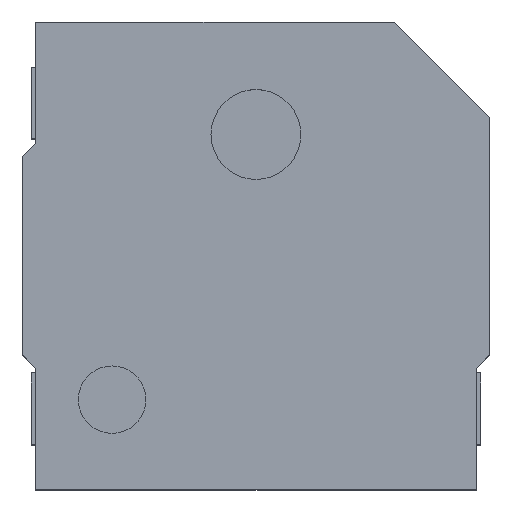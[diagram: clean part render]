
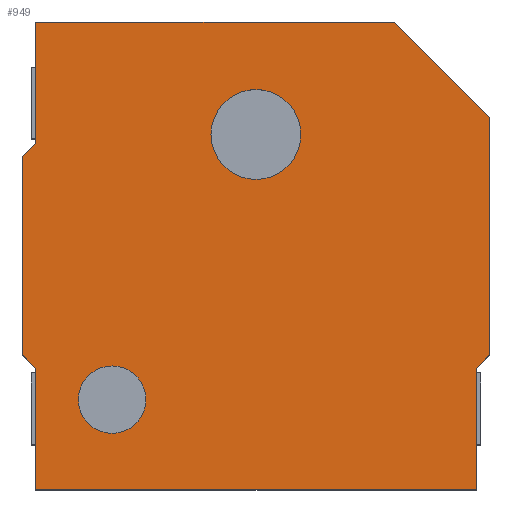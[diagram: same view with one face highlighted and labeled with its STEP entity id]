
A CAD part, top view. The second image highlights one B-rep face of the part: STEP entity #949.
In plain terms, the highlighted planar face has unit normal (0, 0, 1).
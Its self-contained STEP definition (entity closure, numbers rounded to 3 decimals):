
#166=VECTOR('',#1128,1.);
#171=VECTOR('',#1134,1.);
#175=VECTOR('',#1139,1.);
#180=VECTOR('',#1146,1.);
#181=VECTOR('',#1147,1.);
#182=VECTOR('',#1148,1.);
#183=VECTOR('',#1149,1.);
#184=VECTOR('',#1150,1.);
#185=VECTOR('',#1151,1.);
#186=VECTOR('',#1152,1.);
#187=VECTOR('',#1153,1.);
#274=LINE('',#1344,#166);
#279=LINE('',#1354,#171);
#283=LINE('',#1362,#175);
#288=LINE('',#1372,#180);
#289=LINE('',#1374,#181);
#290=LINE('',#1376,#182);
#291=LINE('',#1378,#183);
#292=LINE('',#1380,#184);
#293=LINE('',#1382,#185);
#294=LINE('',#1384,#186);
#295=LINE('',#1386,#187);
#347=PLANE('',#1004);
#362=VERTEX_POINT('',#1195);
#368=VERTEX_POINT('',#1213);
#416=VERTEX_POINT('',#1345);
#417=VERTEX_POINT('',#1346);
#420=VERTEX_POINT('',#1355);
#423=VERTEX_POINT('',#1363);
#426=VERTEX_POINT('',#1373);
#427=VERTEX_POINT('',#1375);
#428=VERTEX_POINT('',#1377);
#429=VERTEX_POINT('',#1379);
#430=VERTEX_POINT('',#1381);
#431=VERTEX_POINT('',#1383);
#432=VERTEX_POINT('',#1385);
#444=CIRCLE('',#967,0.375);
#450=CIRCLE('',#979,0.5);
#452=EDGE_CURVE('',#362,#362,#444,.T.);
#458=EDGE_CURVE('',#368,#368,#450,.T.);
#524=EDGE_CURVE('',#416,#417,#274,.F.);
#529=EDGE_CURVE('',#420,#416,#279,.T.);
#533=EDGE_CURVE('',#420,#423,#283,.T.);
#538=EDGE_CURVE('',#426,#417,#288,.T.);
#539=EDGE_CURVE('',#427,#426,#289,.T.);
#540=EDGE_CURVE('',#428,#427,#290,.T.);
#541=EDGE_CURVE('',#428,#429,#291,.T.);
#542=EDGE_CURVE('',#429,#430,#292,.F.);
#543=EDGE_CURVE('',#431,#430,#293,.T.);
#544=EDGE_CURVE('',#432,#431,#294,.T.);
#545=EDGE_CURVE('',#432,#423,#295,.T.);
#715=ORIENTED_EDGE('',*,*,#452,.T.);
#716=ORIENTED_EDGE('',*,*,#458,.T.);
#717=ORIENTED_EDGE('',*,*,#529,.T.);
#718=ORIENTED_EDGE('',*,*,#524,.T.);
#719=ORIENTED_EDGE('',*,*,#538,.F.);
#720=ORIENTED_EDGE('',*,*,#539,.F.);
#721=ORIENTED_EDGE('',*,*,#540,.F.);
#722=ORIENTED_EDGE('',*,*,#541,.T.);
#723=ORIENTED_EDGE('',*,*,#542,.T.);
#724=ORIENTED_EDGE('',*,*,#543,.F.);
#725=ORIENTED_EDGE('',*,*,#544,.F.);
#726=ORIENTED_EDGE('',*,*,#545,.T.);
#727=ORIENTED_EDGE('',*,*,#533,.F.);
#845=EDGE_LOOP('',(#715));
#846=EDGE_LOOP('',(#716));
#847=EDGE_LOOP('',(#717,#718,#719,#720,#721,#722,#723,#724,#725,#726,#727));
#900=FACE_BOUND('',#845,.T.);
#901=FACE_BOUND('',#846,.T.);
#902=FACE_BOUND('',#847,.T.);
#949=ADVANCED_FACE('',(#900,#901,#902),#347,.T.);
#967=AXIS2_PLACEMENT_3D('',#1194,#1022,#1023);
#979=AXIS2_PLACEMENT_3D('',#1212,#1043,#1044);
#1004=AXIS2_PLACEMENT_3D('',#1371,#1145,$);
#1022=DIRECTION('',(0.,0.,-1.));
#1023=DIRECTION('',(0.375,0.,0.));
#1043=DIRECTION('',(0.,0.,-1.));
#1044=DIRECTION('',(0.5,0.,0.));
#1128=DIRECTION('',(-0.707,-0.707,0.));
#1134=DIRECTION('',(0.,1.,0.));
#1139=DIRECTION('',(-1.,0.,0.));
#1145=DIRECTION('',(0.,0.,1.));
#1146=DIRECTION('',(0.,-1.,0.));
#1147=DIRECTION('',(0.707,-0.707,0.));
#1148=DIRECTION('',(1.,0.,0.));
#1149=DIRECTION('',(0.,-1.,0.));
#1150=DIRECTION('',(0.707,0.707,0.));
#1151=DIRECTION('',(0.,1.,0.));
#1152=DIRECTION('',(-0.707,0.707,0.));
#1153=DIRECTION('',(0.,-1.,0.));
#1194=CARTESIAN_POINT('',(1.001,1.001,2.));
#1195=CARTESIAN_POINT('',(1.376,1.001,2.));
#1212=CARTESIAN_POINT('',(2.6,3.949,2.));
#1213=CARTESIAN_POINT('',(3.1,3.949,2.));
#1344=CARTESIAN_POINT('',(4.742,1.042,2.));
#1345=CARTESIAN_POINT('',(5.05,1.35,2.));
#1346=CARTESIAN_POINT('',(5.199,1.499,2.));
#1354=CARTESIAN_POINT('',(5.05,1.629,2.));
#1355=CARTESIAN_POINT('',(5.05,0.001,2.));
#1362=CARTESIAN_POINT('',(5.199,0.001,2.));
#1363=CARTESIAN_POINT('',(0.15,0.001,2.));
#1371=CARTESIAN_POINT('',(2.508,2.508,2.));
#1372=CARTESIAN_POINT('',(5.199,4.139,2.));
#1373=CARTESIAN_POINT('',(5.199,4.139,2.));
#1374=CARTESIAN_POINT('',(4.139,5.199,2.));
#1375=CARTESIAN_POINT('',(4.139,5.199,2.));
#1376=CARTESIAN_POINT('',(0.001,5.199,2.));
#1377=CARTESIAN_POINT('',(0.15,5.199,2.));
#1378=CARTESIAN_POINT('',(0.15,3.479,2.));
#1379=CARTESIAN_POINT('',(0.15,3.85,2.));
#1380=CARTESIAN_POINT('',(0.367,4.067,2.));
#1381=CARTESIAN_POINT('',(0.001,3.701,2.));
#1382=CARTESIAN_POINT('',(0.001,0.001,2.));
#1383=CARTESIAN_POINT('',(0.001,1.499,2.));
#1384=CARTESIAN_POINT('',(0.413,1.088,2.));
#1385=CARTESIAN_POINT('',(0.15,1.35,2.));
#1386=CARTESIAN_POINT('',(0.15,1.629,2.));
